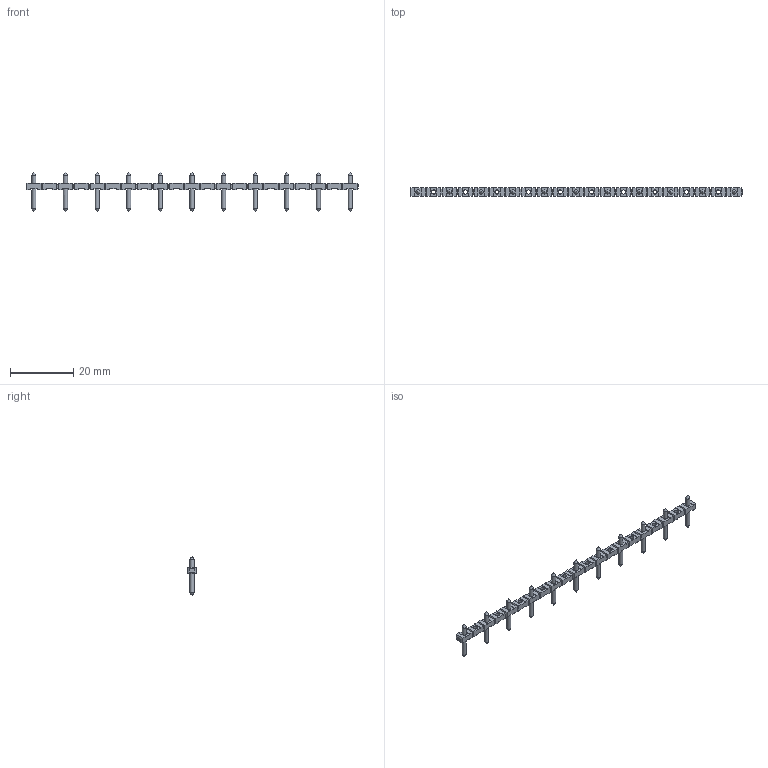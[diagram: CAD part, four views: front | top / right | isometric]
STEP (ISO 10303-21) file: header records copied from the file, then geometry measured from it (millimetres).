
FILE_DESCRIPTION(('STEP AP214'),'1');
FILE_NAME('PVS11-10.stp','2018-11-21T09:12:07',(' '),(' '),'Spatial InterOp 3D',' ',' ');
FILE_SCHEMA(('AUTOMOTIVE_DESIGN { 1 0 10303 214 1 1 1 1 }'));
Length unit declared in the file: metre
Products named in the file (1): 1
Bounding box: 105 x 2.8 x 12.5 mm (x, y, z)
Volume: 637.7 mm3; surface area: 1565.7 mm2
Topology: 1 solids, 1 shells, 476 faces, 1195 edges, 721 vertices
Faces by surface type: plane 422, cylinder 32, cone 22
Full cylindrical faces by diameter (mm): 1.3 x32
Entity records: 16785 total; most frequent: CARTESIAN_POINT 2231, ORIENTED_EDGE 2152, DIRECTION 2094, EDGE_CURVE 1076, LINE 1012, VECTOR 1012, VERTEX_POINT 678, EDGE_LOOP 550
